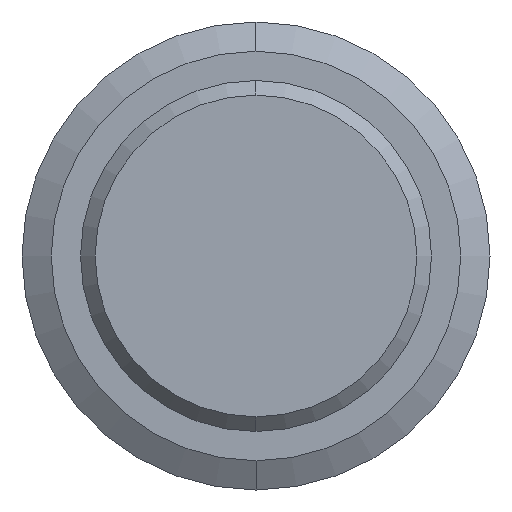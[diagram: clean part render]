
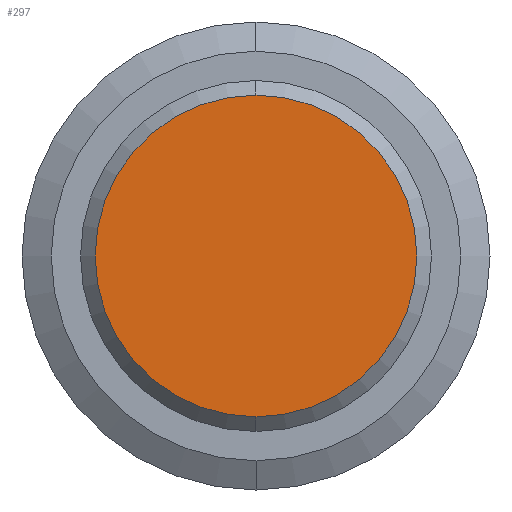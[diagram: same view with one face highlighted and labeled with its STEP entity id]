
A CAD part, left-side view. The second image highlights one B-rep face of the part: STEP entity #297.
In plain terms, the highlighted planar face has unit normal (-1, 0, 0).
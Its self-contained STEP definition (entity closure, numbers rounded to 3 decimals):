
#57 = CARTESIAN_POINT ( 'NONE',  ( -17., 0., 0. ) ) ;
#62 = CARTESIAN_POINT ( 'NONE',  ( -17., 0., 5.5 ) ) ;
#101 = AXIS2_PLACEMENT_3D ( 'NONE', #729, #663, #524 ) ;
#142 = AXIS2_PLACEMENT_3D ( 'NONE', #57, #252, #684 ) ;
#191 = EDGE_LOOP ( 'NONE', ( #289, #452 ) ) ;
#232 = EDGE_CURVE ( 'NONE', #514, #554, #551, .T. ) ;
#252 = DIRECTION ( 'NONE',  ( -1., 0., 0. ) ) ;
#285 = PLANE ( 'NONE',  #419 ) ;
#289 = ORIENTED_EDGE ( 'NONE', *, *, #314, .T. ) ;
#297 = ADVANCED_FACE ( 'NONE', ( #440 ), #285, .T. ) ;
#314 = EDGE_CURVE ( 'NONE', #554, #514, #817, .T. ) ;
#342 = DIRECTION ( 'NONE',  ( 0., 0., 1. ) ) ;
#376 = CARTESIAN_POINT ( 'NONE',  ( -17., 0., -5.5 ) ) ;
#411 = DIRECTION ( 'NONE',  ( -1., 0., 0. ) ) ;
#419 = AXIS2_PLACEMENT_3D ( 'NONE', #657, #411, #342 ) ;
#440 = FACE_OUTER_BOUND ( 'NONE', #191, .T. ) ;
#452 = ORIENTED_EDGE ( 'NONE', *, *, #232, .T. ) ;
#514 = VERTEX_POINT ( 'NONE', #62 ) ;
#524 = DIRECTION ( 'NONE',  ( 0., 0., 1. ) ) ;
#551 = CIRCLE ( 'NONE', #101, 5.5 ) ;
#554 = VERTEX_POINT ( 'NONE', #376 ) ;
#657 = CARTESIAN_POINT ( 'NONE',  ( -17., 0., 0. ) ) ;
#663 = DIRECTION ( 'NONE',  ( -1., 0., 0. ) ) ;
#684 = DIRECTION ( 'NONE',  ( 0., 0., 1. ) ) ;
#729 = CARTESIAN_POINT ( 'NONE',  ( -17., 0., 0. ) ) ;
#817 = CIRCLE ( 'NONE', #142, 5.5 ) ;
